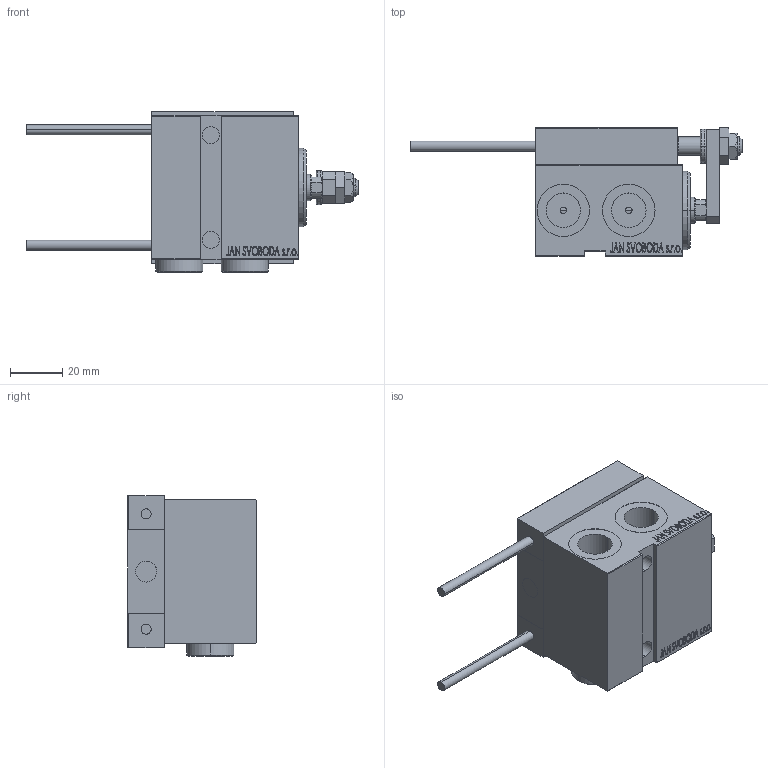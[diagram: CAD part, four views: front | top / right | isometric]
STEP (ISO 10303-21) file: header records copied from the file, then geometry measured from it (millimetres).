
FILE_DESCRIPTION (( 'STEP AP203' ), '1' );
FILE_NAME ('8b2e.STEP', '2024-05-02T21:17:20', ( '' ), ( '' ), 'SwSTEP 2.0', 'SolidWorks 2019', '' );
FILE_SCHEMA (( 'CONFIG_CONTROL_DESIGN' ));
Length unit declared in the file: millimetre
Products named in the file (17): KONCOVKA 5f02a3d567842fba5dcb56902cd85e2c; MAGNET 5f02a3d567842fba5dcb56902cd85e2c; V450CM_E_VCP 5f02a3d567842fba5dcb56902cd85e2c; SWITCH X 5f02a3d567842fba5dcb56902cd85e2c; Zatka_OIL_PORT 5f02a3d567842fba5dcb56902cd85e2c; ALLEN BOLT D8 5f02a3d567842fba5dcb56902cd85e2c; SWITCH_X_FRONT_BACK 5f02a3d567842fba5dcb56902cd85e2c; ZARAZKA 5f02a3d567842fba5dcb56902cd85e2c; Block 5f02a3d567842fba5dcb56902cd85e2c; TYC_L79 5f02a3d567842fba5dcb56902cd85e2c; NUT_D12 5f02a3d567842fba5dcb56902cd85e2c; ALLEN BOLT D5 5f02a3d567842fba5dcb56902cd85e2c; V450CM_VC_B 5f02a3d567842fba5dcb56902cd85e2c; SWITCH DIM B,W 5f02a3d567842fba5dcb56902cd85e2c; 8b2e; V450CM_E_Body 5f02a3d567842fba5dcb56902cd85e2c; NUT_D10 5f02a3d567842fba5dcb56902cd85e2c
Assembly tree (27 placements, depth 3):
  8b2e
    V450CM_E_Body 5f02a3d567842fba5dcb56902cd85e2c
    V450CM_E_VCP 5f02a3d567842fba5dcb56902cd85e2c
    V450CM_VC_B 5f02a3d567842fba5dcb56902cd85e2c
    SWITCH X 5f02a3d567842fba5dcb56902cd85e2c
      SWITCH_X_FRONT_BACK 5f02a3d567842fba5dcb56902cd85e2c  x2
      TYC_L79 5f02a3d567842fba5dcb56902cd85e2c
      Block 5f02a3d567842fba5dcb56902cd85e2c  x2
      ALLEN BOLT D5 5f02a3d567842fba5dcb56902cd85e2c  x4
      ALLEN BOLT D8 5f02a3d567842fba5dcb56902cd85e2c  x4
      MAGNET 5f02a3d567842fba5dcb56902cd85e2c  x2
      KONCOVKA 5f02a3d567842fba5dcb56902cd85e2c  x2
    SWITCH DIM B,W 5f02a3d567842fba5dcb56902cd85e2c
    ZARAZKA 5f02a3d567842fba5dcb56902cd85e2c
    NUT_D10 5f02a3d567842fba5dcb56902cd85e2c
    NUT_D12 5f02a3d567842fba5dcb56902cd85e2c
    Zatka_OIL_PORT 5f02a3d567842fba5dcb56902cd85e2c  x2
Bounding box: 126.7 x 49 x 61.4 mm (x, y, z)
Volume: 142542.9 mm3; surface area: 50075.3 mm2
Topology: 26 solids, 26 shells, 1340 faces, 3202 edges, 2042 vertices
Faces by surface type: plane 603, bspline 380, cylinder 192, cone 117, torus 44, sphere 4
Entity records: 51098 total; most frequent: CARTESIAN_POINT 25709, ORIENTED_EDGE 5344, DIRECTION 3629, EDGE_CURVE 2672, VERTEX_POINT 1742, VECTOR 1553, LINE 1553, EDGE_LOOP 1232
